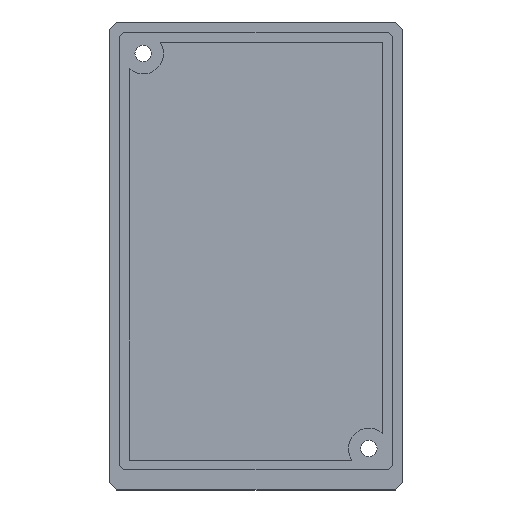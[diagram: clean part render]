
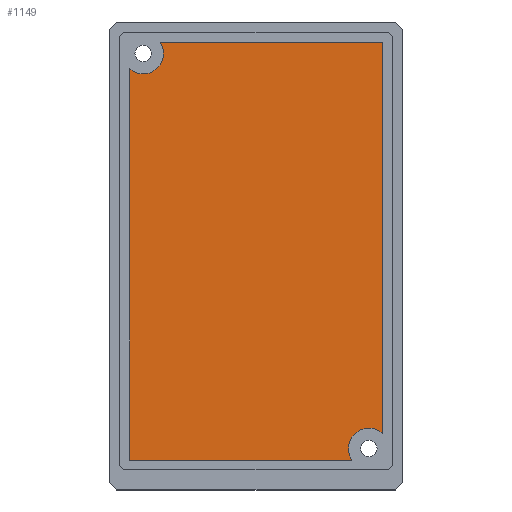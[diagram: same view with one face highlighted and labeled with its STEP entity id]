
A CAD part, top view. The second image highlights one B-rep face of the part: STEP entity #1149.
In plain terms, the highlighted planar face has unit normal (0, 0, 1).
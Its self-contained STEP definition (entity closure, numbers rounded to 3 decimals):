
#932 = VERTEX_POINT('',#933);
#933 = CARTESIAN_POINT('',(15.45,-22.272,2.5));
#939 = EDGE_CURVE('',#932,#940,#942,.T.);
#940 = VERTEX_POINT('',#941);
#941 = CARTESIAN_POINT('',(15.45,25.55,2.5));
#942 = LINE('',#943,#944);
#943 = CARTESIAN_POINT('',(15.45,-22.272,2.5));
#944 = VECTOR('',#945,1.);
#945 = DIRECTION('',(0.,1.,0.));
#963 = EDGE_CURVE('',#932,#964,#966,.T.);
#964 = VERTEX_POINT('',#965);
#965 = CARTESIAN_POINT('',(11.729,-25.55,2.5));
#966 = CIRCLE('',#967,2.5);
#967 = AXIS2_PLACEMENT_3D('',#968,#969,#970);
#968 = CARTESIAN_POINT('',(13.8,-24.15,2.5));
#969 = DIRECTION('',(0.,0.,1.));
#970 = DIRECTION('',(1.,0.,0.));
#988 = VERTEX_POINT('',#989);
#989 = CARTESIAN_POINT('',(-11.729,25.55,2.5));
#995 = EDGE_CURVE('',#988,#940,#996,.T.);
#996 = LINE('',#997,#998);
#997 = CARTESIAN_POINT('',(-11.729,25.55,2.5));
#998 = VECTOR('',#999,1.);
#999 = DIRECTION('',(1.,0.,0.));
#1012 = EDGE_CURVE('',#964,#1013,#1015,.T.);
#1013 = VERTEX_POINT('',#1014);
#1014 = CARTESIAN_POINT('',(-15.45,-25.55,2.5));
#1015 = LINE('',#1016,#1017);
#1016 = CARTESIAN_POINT('',(11.729,-25.55,2.5));
#1017 = VECTOR('',#1018,1.);
#1018 = DIRECTION('',(-1.,0.,0.));
#1036 = VERTEX_POINT('',#1037);
#1037 = CARTESIAN_POINT('',(-15.45,22.272,2.5));
#1043 = EDGE_CURVE('',#1036,#988,#1044,.T.);
#1044 = CIRCLE('',#1045,2.5);
#1045 = AXIS2_PLACEMENT_3D('',#1046,#1047,#1048);
#1046 = CARTESIAN_POINT('',(-13.8,24.15,2.5));
#1047 = DIRECTION('',(0.,0.,1.));
#1048 = DIRECTION('',(1.,0.,0.));
#1061 = EDGE_CURVE('',#1013,#1036,#1062,.T.);
#1062 = LINE('',#1063,#1064);
#1063 = CARTESIAN_POINT('',(-15.45,-25.55,2.5));
#1064 = VECTOR('',#1065,1.);
#1065 = DIRECTION('',(0.,1.,0.));
#1149 = ADVANCED_FACE('',(#1150),#1158,.T.);
#1150 = FACE_BOUND('',#1151,.F.);
#1151 = EDGE_LOOP('',(#1152,#1153,#1154,#1155,#1156,#1157));
#1152 = ORIENTED_EDGE('',*,*,#963,.T.);
#1153 = ORIENTED_EDGE('',*,*,#1012,.T.);
#1154 = ORIENTED_EDGE('',*,*,#1061,.T.);
#1155 = ORIENTED_EDGE('',*,*,#1043,.T.);
#1156 = ORIENTED_EDGE('',*,*,#995,.T.);
#1157 = ORIENTED_EDGE('',*,*,#939,.F.);
#1158 = PLANE('',#1159);
#1159 = AXIS2_PLACEMENT_3D('',#1160,#1161,#1162);
#1160 = CARTESIAN_POINT('',(0.,0.,2.5));
#1161 = DIRECTION('',(0.,0.,1.));
#1162 = DIRECTION('',(1.,0.,0.));
